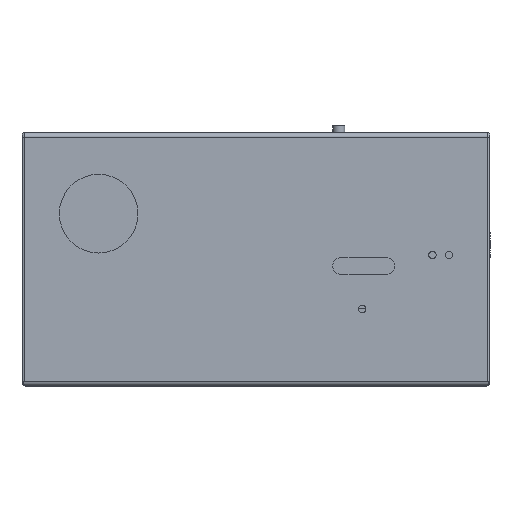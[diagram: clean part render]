
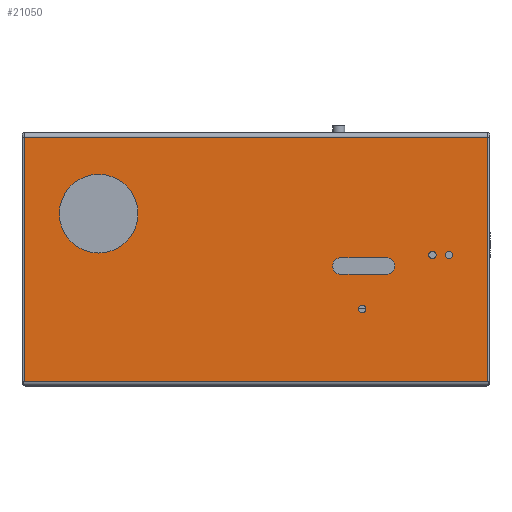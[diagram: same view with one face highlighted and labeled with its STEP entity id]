
A CAD part, top view. The second image highlights one B-rep face of the part: STEP entity #21050.
In plain terms, the highlighted planar face has unit normal (0, 0, 1).
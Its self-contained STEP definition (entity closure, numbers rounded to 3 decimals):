
#7347=CARTESIAN_POINT('',(-56.,-26.5,0.));
#7354=DIRECTION('',(1.,0.,0.));
#7355=VECTOR('',#7354,112.);
#7356=CARTESIAN_POINT('',(-56.,-26.5,0.));
#7357=LINE('',#7356,#7355);
#7363=CARTESIAN_POINT('',(56.,-26.5,0.));
#7377=DIRECTION('',(0.,-1.,0.));
#7378=VECTOR('',#7377,59.);
#7379=CARTESIAN_POINT('',(-56.,32.5,0.));
#7380=LINE('',#7379,#7378);
#7381=DIRECTION('',(0.,1.,0.));
#7382=VECTOR('',#7381,59.);
#7383=CARTESIAN_POINT('',(56.,-26.5,0.));
#7384=LINE('',#7383,#7382);
#7385=CARTESIAN_POINT('',(25.64,-9.,0.));
#7386=DIRECTION('',(0.,0.,1.));
#7387=DIRECTION('',(1.,0.,0.));
#7388=AXIS2_PLACEMENT_3D('',#7385,#7386,#7387);
#7390=CARTESIAN_POINT('',(25.64,-9.,0.));
#7391=DIRECTION('',(0.,0.,1.));
#7392=DIRECTION('',(-1.,0.,0.));
#7393=AXIS2_PLACEMENT_3D('',#7390,#7391,#7392);
#7395=CARTESIAN_POINT('',(-38.,14.,0.));
#7396=DIRECTION('',(0.,0.,1.));
#7397=DIRECTION('',(-1.,0.,0.));
#7398=AXIS2_PLACEMENT_3D('',#7395,#7396,#7397);
#7400=CARTESIAN_POINT('',(-38.,14.,0.));
#7401=DIRECTION('',(0.,0.,1.));
#7402=DIRECTION('',(1.,0.,0.));
#7403=AXIS2_PLACEMENT_3D('',#7400,#7401,#7402);
#7405=CARTESIAN_POINT('',(42.6,4.001,0.));
#7406=DIRECTION('',(0.,0.,1.));
#7407=DIRECTION('',(-1.,0.,0.));
#7408=AXIS2_PLACEMENT_3D('',#7405,#7406,#7407);
#7410=CARTESIAN_POINT('',(42.6,4.001,0.));
#7411=DIRECTION('',(0.,0.,1.));
#7412=DIRECTION('',(1.,0.,0.));
#7413=AXIS2_PLACEMENT_3D('',#7410,#7411,#7412);
#7415=CARTESIAN_POINT('',(46.6,4.001,0.));
#7416=DIRECTION('',(0.,0.,1.));
#7417=DIRECTION('',(-1.,0.,0.));
#7418=AXIS2_PLACEMENT_3D('',#7415,#7416,#7417);
#7420=CARTESIAN_POINT('',(46.6,4.001,0.));
#7421=DIRECTION('',(0.,0.,1.));
#7422=DIRECTION('',(1.,0.,0.));
#7423=AXIS2_PLACEMENT_3D('',#7420,#7421,#7422);
#7425=DIRECTION('',(-1.,0.,0.));
#7426=VECTOR('',#7425,11.);
#7427=CARTESIAN_POINT('',(31.5,-0.65,0.));
#7428=LINE('',#7427,#7426);
#7429=DIRECTION('',(1.,0.,0.));
#7430=VECTOR('',#7429,11.);
#7431=CARTESIAN_POINT('',(20.5,3.35,0.));
#7432=LINE('',#7431,#7430);
#7447=DIRECTION('',(1.,0.,0.));
#7448=VECTOR('',#7447,112.);
#7449=CARTESIAN_POINT('',(-56.,32.5,0.));
#7450=LINE('',#7449,#7448);
#9217=CARTESIAN_POINT('',(20.5,1.35,0.));
#9218=DIRECTION('',(0.,0.,-1.));
#9219=DIRECTION('',(0.,-1.,0.));
#9220=AXIS2_PLACEMENT_3D('',#9217,#9218,#9219);
#9230=CARTESIAN_POINT('',(31.5,1.35,0.));
#9231=DIRECTION('',(0.,0.,-1.));
#9232=DIRECTION('',(0.,1.,0.));
#9233=AXIS2_PLACEMENT_3D('',#9230,#9231,#9232);
#12398=VERTEX_POINT('',#7347);
#12403=CARTESIAN_POINT('',(-56.,32.5,0.));
#12404=VERTEX_POINT('',#12403);
#12409=CARTESIAN_POINT('',(56.,32.5,0.));
#12411=VERTEX_POINT('',#12409);
#12419=VERTEX_POINT('',#7363);
#12784=CARTESIAN_POINT('',(26.54,-9.,0.));
#12785=CARTESIAN_POINT('',(24.74,-9.,0.));
#12786=VERTEX_POINT('',#12784);
#12787=VERTEX_POINT('',#12785);
#12792=CARTESIAN_POINT('',(-47.5,14.,0.));
#12793=CARTESIAN_POINT('',(-28.5,14.,0.));
#12794=VERTEX_POINT('',#12792);
#12795=VERTEX_POINT('',#12793);
#13000=CARTESIAN_POINT('',(41.7,4.001,0.));
#13001=CARTESIAN_POINT('',(43.5,4.001,0.));
#13002=VERTEX_POINT('',#13000);
#13003=VERTEX_POINT('',#13001);
#13004=CARTESIAN_POINT('',(45.7,4.001,0.));
#13005=CARTESIAN_POINT('',(47.5,4.001,0.));
#13006=VERTEX_POINT('',#13004);
#13007=VERTEX_POINT('',#13005);
#13016=CARTESIAN_POINT('',(31.5,-0.65,0.));
#13017=CARTESIAN_POINT('',(20.5,-0.65,0.));
#13018=VERTEX_POINT('',#13016);
#13019=VERTEX_POINT('',#13017);
#13020=CARTESIAN_POINT('',(20.5,3.35,0.));
#13021=CARTESIAN_POINT('',(31.5,3.35,0.));
#13022=VERTEX_POINT('',#13020);
#13023=VERTEX_POINT('',#13021);
#21003=CARTESIAN_POINT('',(0.,0.,0.));
#21004=DIRECTION('',(0.,0.,1.));
#21005=DIRECTION('',(1.,0.,0.));
#21006=AXIS2_PLACEMENT_3D('',#21003,#21004,#21005);
#21007=PLANE('',#21006);
#21008=ORIENTED_EDGE('',*,*,#20980,.F.);
#21010=ORIENTED_EDGE('',*,*,#21009,.T.);
#21012=ORIENTED_EDGE('',*,*,#21011,.F.);
#21013=ORIENTED_EDGE('',*,*,#20991,.F.);
#21014=EDGE_LOOP('',(#21008,#21010,#21012,#21013));
#21015=FACE_OUTER_BOUND('',#21014,.F.);
#21017=ORIENTED_EDGE('',*,*,#21016,.T.);
#21019=ORIENTED_EDGE('',*,*,#21018,.T.);
#21020=EDGE_LOOP('',(#21017,#21019));
#21021=FACE_BOUND('',#21020,.F.);
#21023=ORIENTED_EDGE('',*,*,#21022,.T.);
#21025=ORIENTED_EDGE('',*,*,#21024,.T.);
#21026=EDGE_LOOP('',(#21023,#21025));
#21027=FACE_BOUND('',#21026,.F.);
#21029=ORIENTED_EDGE('',*,*,#21028,.T.);
#21031=ORIENTED_EDGE('',*,*,#21030,.T.);
#21032=EDGE_LOOP('',(#21029,#21031));
#21033=FACE_BOUND('',#21032,.F.);
#21035=ORIENTED_EDGE('',*,*,#21034,.T.);
#21037=ORIENTED_EDGE('',*,*,#21036,.T.);
#21038=EDGE_LOOP('',(#21035,#21037));
#21039=FACE_BOUND('',#21038,.F.);
#21041=ORIENTED_EDGE('',*,*,#21040,.F.);
#21043=ORIENTED_EDGE('',*,*,#21042,.F.);
#21045=ORIENTED_EDGE('',*,*,#21044,.F.);
#21047=ORIENTED_EDGE('',*,*,#21046,.F.);
#21048=EDGE_LOOP('',(#21041,#21043,#21045,#21047));
#21049=FACE_BOUND('',#21048,.F.);
#21050=ADVANCED_FACE('',(#21015,#21021,#21027,#21033,#21039,#21049),#21007,.T.);
#7389=CIRCLE('',#7388,0.9);
#7394=CIRCLE('',#7393,0.9);
#7399=CIRCLE('',#7398,9.5);
#7404=CIRCLE('',#7403,9.5);
#7409=CIRCLE('',#7408,0.9);
#7414=CIRCLE('',#7413,0.9);
#7419=CIRCLE('',#7418,0.9);
#7424=CIRCLE('',#7423,0.9);
#9221=CIRCLE('',#9220,2.);
#9234=CIRCLE('',#9233,2.);
#20980=EDGE_CURVE('',#12404,#12398,#7380,.T.);
#20991=EDGE_CURVE('',#12398,#12419,#7357,.T.);
#21009=EDGE_CURVE('',#12404,#12411,#7450,.T.);
#21011=EDGE_CURVE('',#12419,#12411,#7384,.T.);
#21016=EDGE_CURVE('',#12786,#12787,#7389,.T.);
#21018=EDGE_CURVE('',#12787,#12786,#7394,.T.);
#21022=EDGE_CURVE('',#12794,#12795,#7399,.T.);
#21024=EDGE_CURVE('',#12795,#12794,#7404,.T.);
#21028=EDGE_CURVE('',#13002,#13003,#7409,.T.);
#21030=EDGE_CURVE('',#13003,#13002,#7414,.T.);
#21034=EDGE_CURVE('',#13006,#13007,#7419,.T.);
#21036=EDGE_CURVE('',#13007,#13006,#7424,.T.);
#21040=EDGE_CURVE('',#13018,#13019,#7428,.T.);
#21042=EDGE_CURVE('',#13023,#13018,#9234,.T.);
#21044=EDGE_CURVE('',#13022,#13023,#7432,.T.);
#21046=EDGE_CURVE('',#13019,#13022,#9221,.T.);
